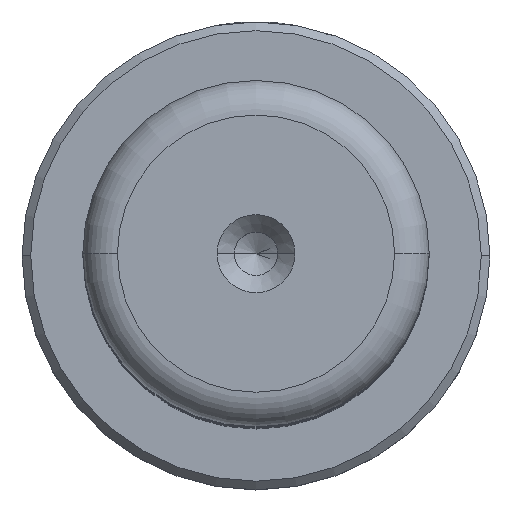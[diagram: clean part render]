
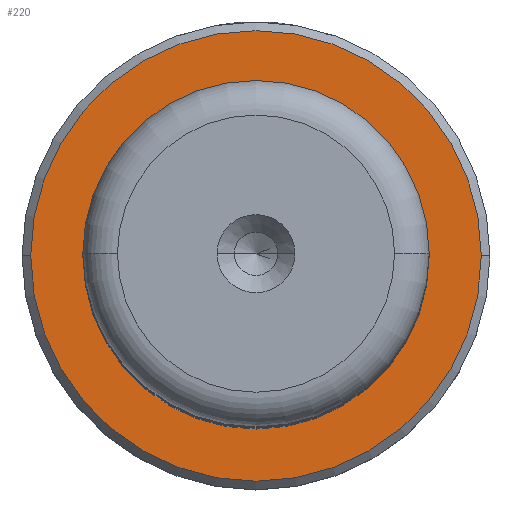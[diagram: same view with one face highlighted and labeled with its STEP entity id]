
A CAD part, top view. The second image highlights one B-rep face of the part: STEP entity #220.
In plain terms, the highlighted planar face has unit normal (0, 0, 1).
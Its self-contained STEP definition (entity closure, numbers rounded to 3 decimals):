
#32 = ORIENTED_EDGE ( 'NONE', *, *, #1755, .T. ) ;
#69 = DIRECTION ( 'NONE',  ( 0., 0., 1. ) ) ;
#72 = AXIS2_PLACEMENT_3D ( 'NONE', #613, #2237, #858 ) ;
#161 = CARTESIAN_POINT ( 'NONE',  ( 13., 0., 18. ) ) ;
#208 = CARTESIAN_POINT ( 'NONE',  ( 9.495, 0., 18. ) ) ;
#218 = AXIS2_PLACEMENT_3D ( 'NONE', #2502, #1133, #2741 ) ;
#220 = ADVANCED_FACE ( 'NONE', ( #2113, #1516 ), #1526, .T. ) ;
#245 = CIRCLE ( 'NONE', #1264, 13. ) ;
#412 = EDGE_CURVE ( 'NONE', #2228, #458, #1156, .T. ) ;
#458 = VERTEX_POINT ( 'NONE', #208 ) ;
#613 = CARTESIAN_POINT ( 'NONE',  ( 0., 0., 18. ) ) ;
#727 = VERTEX_POINT ( 'NONE', #2923 ) ;
#758 = VERTEX_POINT ( 'NONE', #161 ) ;
#825 = DIRECTION ( 'NONE',  ( 0., 0., 1. ) ) ;
#858 = DIRECTION ( 'NONE',  ( 1., 0., 0. ) ) ;
#902 = AXIS2_PLACEMENT_3D ( 'NONE', #2279, #905, #2507 ) ;
#905 = DIRECTION ( 'NONE',  ( 0., 0., -1. ) ) ;
#1133 = DIRECTION ( 'NONE',  ( 0., 0., -1. ) ) ;
#1156 = CIRCLE ( 'NONE', #902, 9.495 ) ;
#1157 = CIRCLE ( 'NONE', #218, 9.495 ) ;
#1264 = AXIS2_PLACEMENT_3D ( 'NONE', #1468, #69, #1697 ) ;
#1368 = CARTESIAN_POINT ( 'NONE',  ( -9.495, 0., 18. ) ) ;
#1468 = CARTESIAN_POINT ( 'NONE',  ( 0., 0., 18. ) ) ;
#1516 = FACE_BOUND ( 'NONE', #1696, .T. ) ;
#1526 = PLANE ( 'NONE',  #2140 ) ;
#1607 = EDGE_CURVE ( 'NONE', #758, #727, #2740, .T. ) ;
#1696 = EDGE_LOOP ( 'NONE', ( #2207, #32 ) ) ;
#1697 = DIRECTION ( 'NONE',  ( 1., 0., 0. ) ) ;
#1741 = CARTESIAN_POINT ( 'NONE',  ( 0., 0., 18. ) ) ;
#1755 = EDGE_CURVE ( 'NONE', #458, #2228, #1157, .T. ) ;
#2113 = FACE_OUTER_BOUND ( 'NONE', #2118, .T. ) ;
#2118 = EDGE_LOOP ( 'NONE', ( #2557, #2350 ) ) ;
#2140 = AXIS2_PLACEMENT_3D ( 'NONE', #1741, #825, #2432 ) ;
#2207 = ORIENTED_EDGE ( 'NONE', *, *, #412, .T. ) ;
#2228 = VERTEX_POINT ( 'NONE', #1368 ) ;
#2237 = DIRECTION ( 'NONE',  ( 0., 0., 1. ) ) ;
#2279 = CARTESIAN_POINT ( 'NONE',  ( 0., 0., 18. ) ) ;
#2350 = ORIENTED_EDGE ( 'NONE', *, *, #1607, .T. ) ;
#2432 = DIRECTION ( 'NONE',  ( 1., 0., 0. ) ) ;
#2502 = CARTESIAN_POINT ( 'NONE',  ( 0., 0., 18. ) ) ;
#2507 = DIRECTION ( 'NONE',  ( -1., 0., 0. ) ) ;
#2557 = ORIENTED_EDGE ( 'NONE', *, *, #2748, .T. ) ;
#2740 = CIRCLE ( 'NONE', #72, 13. ) ;
#2741 = DIRECTION ( 'NONE',  ( -1., 0., 0. ) ) ;
#2748 = EDGE_CURVE ( 'NONE', #727, #758, #245, .T. ) ;
#2923 = CARTESIAN_POINT ( 'NONE',  ( -13., 0., 18. ) ) ;
